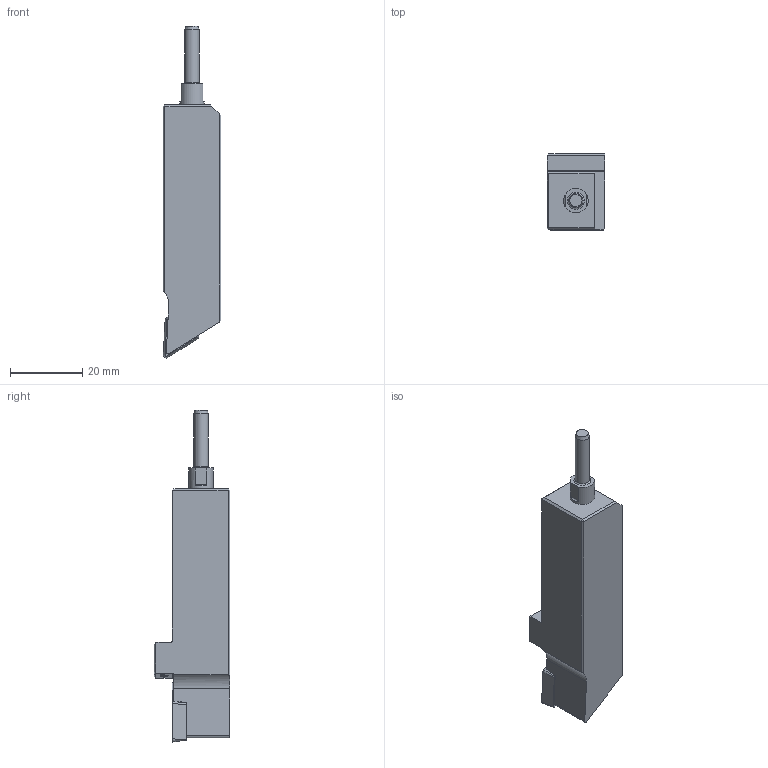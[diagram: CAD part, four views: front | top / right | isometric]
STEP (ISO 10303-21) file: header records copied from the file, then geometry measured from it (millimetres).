
FILE_DESCRIPTION(/* description */ (''),/* implementation_level */ '2;1');
FILE_NAME(/* name */ '1582696587197.stp',/* time_stamp */ '2020-02-26T11:26:37+06:00',/* author */ (''),/* organization */ ('SMS'),/* preprocessor_version */ 'ST-DEVELOPER v16.7',/* originating_system */ 'SIEMENS PLM Software NX 12.0',/* authorisation */ '');
FILE_SCHEMA (('AUTOMOTIVE_DESIGN { 1 0 10303 214 3 1 1 1 }'));
Length unit declared in the file: millimetre
Products named in the file (4): ASSEMBLY_CONSTRUCTION; IsoTurningInsert; 202876984mod000_00; 202876995mod000_00
Assembly tree (3 placements, depth 2):
  202876995mod000_00
    202876984mod000_00
    IsoTurningInsert
    ASSEMBLY_CONSTRUCTION
Bounding box: 15.97 x 21 x 91.75 mm (x, y, z)
Volume: 17161.2 mm3; surface area: 5605.2 mm2
Topology: 2 solids, 3 shells, 74 faces, 180 edges, 125 vertices
Faces by surface type: plane 41, cone 15, cylinder 11, torus 5, bspline 2
Full cylindrical faces by diameter (mm): 3.95 x1, 4 x1, 4.4 x2, 6.75 x1
Entity records: 3139 total; most frequent: CARTESIAN_POINT 1279, DIRECTION 370, ORIENTED_EDGE 314, EDGE_CURVE 157, AXIS2_PLACEMENT_3D 137, VERTEX_POINT 109, LINE 96, VECTOR 96
